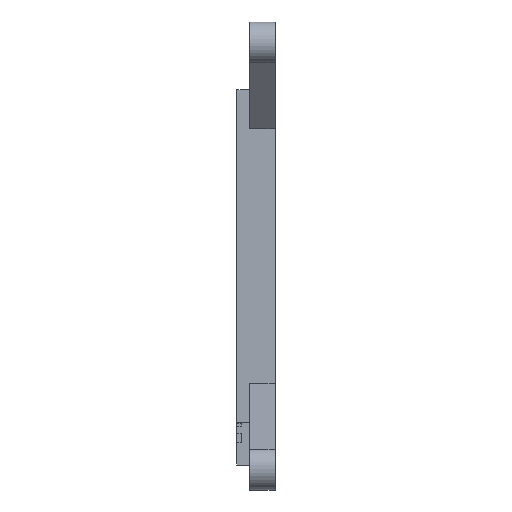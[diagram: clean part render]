
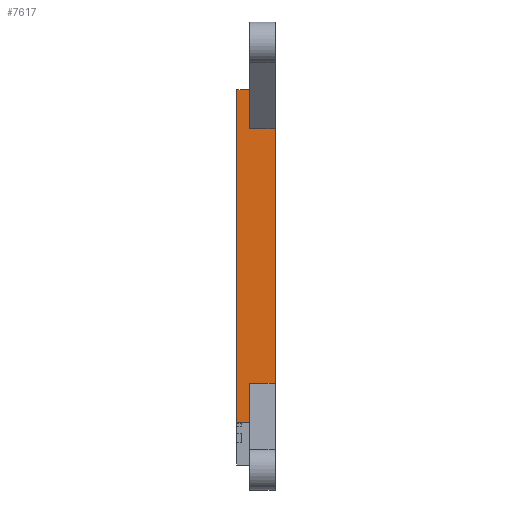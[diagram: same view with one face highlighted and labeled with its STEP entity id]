
A CAD part, left-side view. The second image highlights one B-rep face of the part: STEP entity #7617.
In plain terms, the highlighted planar face has unit normal (-1, 0, 0).
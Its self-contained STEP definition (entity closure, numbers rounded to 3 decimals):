
#452 = VECTOR ( 'NONE', #704, 1000. ) ;
#455 = EDGE_CURVE ( 'NONE', #945, #5239, #5611, .T. ) ;
#640 = EDGE_CURVE ( 'NONE', #6417, #5078, #2425, .T. ) ;
#704 = DIRECTION ( 'NONE',  ( 0., 0., 1. ) ) ;
#735 = PLANE ( 'NONE',  #3504 ) ;
#814 = LINE ( 'NONE', #1594, #452 ) ;
#945 = VERTEX_POINT ( 'NONE', #7093 ) ;
#950 = DIRECTION ( 'NONE',  ( 0., 0., 1. ) ) ;
#1258 = DIRECTION ( 'NONE',  ( 0., 0., 1. ) ) ;
#1569 = DIRECTION ( 'NONE',  ( 0., 1., 0. ) ) ;
#1594 = CARTESIAN_POINT ( 'NONE',  ( -10., 6., -64.5 ) ) ;
#1674 = EDGE_CURVE ( 'NONE', #6417, #8376, #5100, .T. ) ;
#1975 = CARTESIAN_POINT ( 'NONE',  ( -10., 6., 13.75 ) ) ;
#2425 = LINE ( 'NONE', #9822, #9843 ) ;
#2563 = VERTEX_POINT ( 'NONE', #1975 ) ;
#2786 = ORIENTED_EDGE ( 'NONE', *, *, #455, .T. ) ;
#2884 = CARTESIAN_POINT ( 'NONE',  ( -10., 3., 4.479 ) ) ;
#2965 = CARTESIAN_POINT ( 'NONE',  ( -10., -3., 0. ) ) ;
#3227 = EDGE_CURVE ( 'NONE', #6035, #2563, #5272, .T. ) ;
#3504 = AXIS2_PLACEMENT_3D ( 'NONE', #8080, #3611, #7966 ) ;
#3520 = DIRECTION ( 'NONE',  ( 0., 1., 0. ) ) ;
#3608 = CARTESIAN_POINT ( 'NONE',  ( -10., -3., 4.479 ) ) ;
#3611 = DIRECTION ( 'NONE',  ( -1., 0., 0. ) ) ;
#4079 = ORIENTED_EDGE ( 'NONE', *, *, #3227, .T. ) ;
#4115 = CARTESIAN_POINT ( 'NONE',  ( -10., 3., 13.75 ) ) ;
#4353 = EDGE_CURVE ( 'NONE', #5078, #2563, #814, .T. ) ;
#4498 = CARTESIAN_POINT ( 'NONE',  ( -10., 3., -64.5 ) ) ;
#4609 = CARTESIAN_POINT ( 'NONE',  ( -10., 3., 0. ) ) ;
#4884 = CARTESIAN_POINT ( 'NONE',  ( -10., 6., -64.5 ) ) ;
#4887 = DIRECTION ( 'NONE',  ( 0., 0., 1. ) ) ;
#4926 = DIRECTION ( 'NONE',  ( 0., -1., 0. ) ) ;
#5078 = VERTEX_POINT ( 'NONE', #4884 ) ;
#5086 = VECTOR ( 'NONE', #950, 1000. ) ;
#5100 = LINE ( 'NONE', #9509, #10192 ) ;
#5239 = VERTEX_POINT ( 'NONE', #3608 ) ;
#5272 = LINE ( 'NONE', #8948, #5617 ) ;
#5611 = LINE ( 'NONE', #2965, #6006 ) ;
#5617 = VECTOR ( 'NONE', #3520, 1000. ) ;
#6006 = VECTOR ( 'NONE', #4887, 1000. ) ;
#6016 = ORIENTED_EDGE ( 'NONE', *, *, #640, .F. ) ;
#6035 = VERTEX_POINT ( 'NONE', #4115 ) ;
#6163 = VERTEX_POINT ( 'NONE', #2884 ) ;
#6272 = VECTOR ( 'NONE', #4926, 1000. ) ;
#6417 = VERTEX_POINT ( 'NONE', #4498 ) ;
#6447 = LINE ( 'NONE', #4609, #5086 ) ;
#6741 = CARTESIAN_POINT ( 'NONE',  ( -10., 3., -55.229 ) ) ;
#7093 = CARTESIAN_POINT ( 'NONE',  ( -10., -3., -55.229 ) ) ;
#7176 = ORIENTED_EDGE ( 'NONE', *, *, #4353, .F. ) ;
#7215 = ORIENTED_EDGE ( 'NONE', *, *, #1674, .T. ) ;
#7393 = LINE ( 'NONE', #9238, #8186 ) ;
#7617 = ADVANCED_FACE ( 'NONE', ( #9103 ), #735, .T. ) ;
#7827 = LINE ( 'NONE', #6741, #6272 ) ;
#7887 = CARTESIAN_POINT ( 'NONE',  ( -10., 3., -55.229 ) ) ;
#7966 = DIRECTION ( 'NONE',  ( 0., 0., 1. ) ) ;
#8080 = CARTESIAN_POINT ( 'NONE',  ( -10., -3., 0. ) ) ;
#8186 = VECTOR ( 'NONE', #9365, 1000. ) ;
#8376 = VERTEX_POINT ( 'NONE', #7887 ) ;
#8827 = ORIENTED_EDGE ( 'NONE', *, *, #10323, .T. ) ;
#8948 = CARTESIAN_POINT ( 'NONE',  ( -10., -3., 13.75 ) ) ;
#9103 = FACE_OUTER_BOUND ( 'NONE', #9203, .T. ) ;
#9203 = EDGE_LOOP ( 'NONE', ( #10091, #2786, #11522, #8827, #4079, #7176, #6016, #7215 ) ) ;
#9238 = CARTESIAN_POINT ( 'NONE',  ( -10., 3., 4.479 ) ) ;
#9365 = DIRECTION ( 'NONE',  ( 0., -1., 0. ) ) ;
#9509 = CARTESIAN_POINT ( 'NONE',  ( -10., 3., 0. ) ) ;
#9822 = CARTESIAN_POINT ( 'NONE',  ( -10., -3., -64.5 ) ) ;
#9843 = VECTOR ( 'NONE', #1569, 1000. ) ;
#10091 = ORIENTED_EDGE ( 'NONE', *, *, #11470, .T. ) ;
#10192 = VECTOR ( 'NONE', #1258, 1000. ) ;
#10323 = EDGE_CURVE ( 'NONE', #6163, #6035, #6447, .T. ) ;
#10681 = EDGE_CURVE ( 'NONE', #6163, #5239, #7393, .T. ) ;
#11470 = EDGE_CURVE ( 'NONE', #8376, #945, #7827, .T. ) ;
#11522 = ORIENTED_EDGE ( 'NONE', *, *, #10681, .F. ) ;
